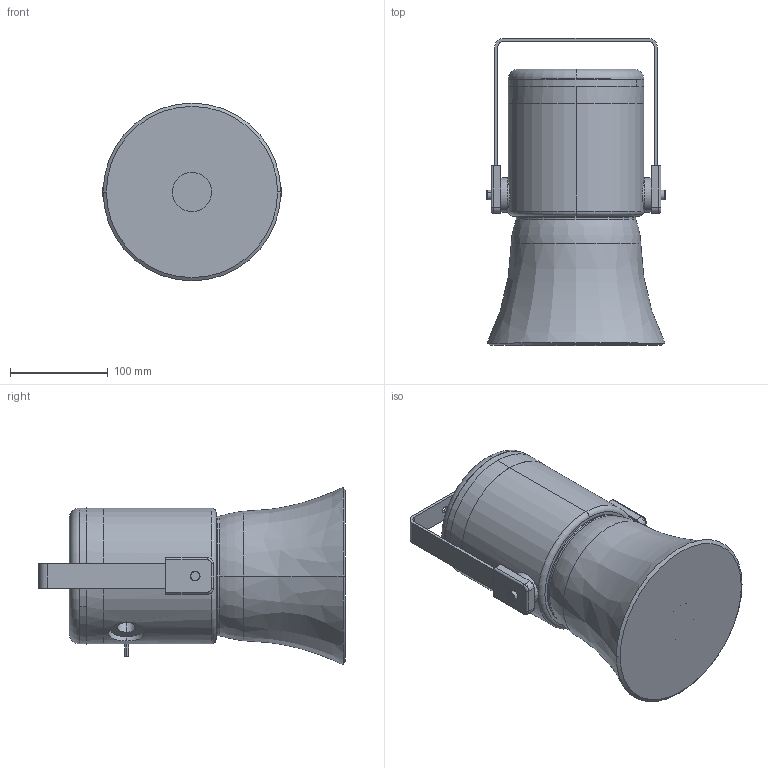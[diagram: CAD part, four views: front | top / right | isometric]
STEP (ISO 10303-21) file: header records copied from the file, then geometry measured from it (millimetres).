
FILE_DESCRIPTION (( 'STEP AP214' ), '1' );
FILE_NAME ('D157-05-101-3D_Issue_A_defeature.STEP', '2022-01-19T14:21:21', ( '' ), ( '' ), 'SwSTEP 2.0', 'SolidWorks 2021', '' );
FILE_SCHEMA (( 'AUTOMOTIVE_DESIGN' ));
Length unit declared in the file: millimetre
Products named in the file (1): D157-05-101-3D_Issue_A_defeature
Bounding box: 182.7 x 313.6 x 181.64 mm (x, y, z)
Volume: 4514803.8 mm3; surface area: 210915.3 mm2
Topology: 1 solids, 13 shells, 174 faces, 369 edges, 238 vertices
Faces by surface type: cylinder 74, plane 70, cone 18, torus 10, bspline 2
Entity records: 5307 total; most frequent: CARTESIAN_POINT 1366, DIRECTION 893, ORIENTED_EDGE 738, EDGE_CURVE 369, AXIS2_PLACEMENT_3D 365, VERTEX_POINT 238, EDGE_LOOP 199, CIRCLE 192
